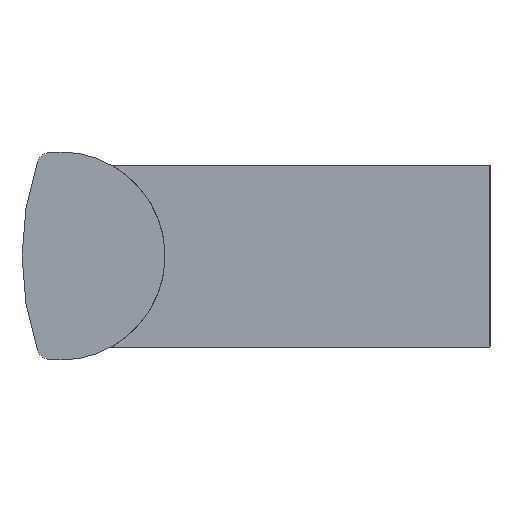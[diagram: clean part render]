
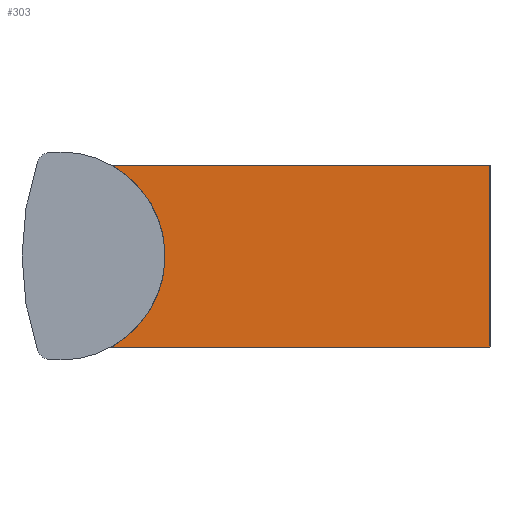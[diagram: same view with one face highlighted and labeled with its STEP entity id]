
A CAD part, left-side view. The second image highlights one B-rep face of the part: STEP entity #303.
In plain terms, the highlighted planar face has unit normal (-1, 0, 0).
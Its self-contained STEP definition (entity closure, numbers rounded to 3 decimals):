
#20 = EDGE_LOOP ( 'NONE', ( #235, #441, #306, #626 ) ) ;
#21 = EDGE_CURVE ( 'NONE', #84, #214, #853, .T. ) ;
#84 = VERTEX_POINT ( 'NONE', #445 ) ;
#101 = CARTESIAN_POINT ( 'NONE',  ( -134., 29.127, -7. ) ) ;
#102 = CARTESIAN_POINT ( 'NONE',  ( -134., 33., 0. ) ) ;
#111 = DIRECTION ( 'NONE',  ( 0., 0., -1. ) ) ;
#181 = CARTESIAN_POINT ( 'NONE',  ( -134., 36.002, -7. ) ) ;
#186 = DIRECTION ( 'NONE',  ( 1., 0., 0. ) ) ;
#194 = DIRECTION ( 'NONE',  ( 0., 0., 1. ) ) ;
#205 = CARTESIAN_POINT ( 'NONE',  ( -134., 0., -7. ) ) ;
#214 = VERTEX_POINT ( 'NONE', #448 ) ;
#219 = EDGE_CURVE ( 'NONE', #632, #84, #524, .T. ) ;
#235 = ORIENTED_EDGE ( 'NONE', *, *, #219, .F. ) ;
#303 = ADVANCED_FACE ( 'NONE', ( #320 ), #798, .F. ) ;
#306 = ORIENTED_EDGE ( 'NONE', *, *, #348, .T. ) ;
#320 = FACE_OUTER_BOUND ( 'NONE', #20, .T. ) ;
#348 = EDGE_CURVE ( 'NONE', #508, #214, #861, .T. ) ;
#360 = EDGE_CURVE ( 'NONE', #632, #508, #605, .T. ) ;
#385 = DIRECTION ( 'NONE',  ( 0., 0., -1. ) ) ;
#407 = DIRECTION ( 'NONE',  ( 0., -1., 0. ) ) ;
#441 = ORIENTED_EDGE ( 'NONE', *, *, #360, .T. ) ;
#445 = CARTESIAN_POINT ( 'NONE',  ( -134., 29.127, 7. ) ) ;
#448 = CARTESIAN_POINT ( 'NONE',  ( -134., 0., 7. ) ) ;
#454 = CARTESIAN_POINT ( 'NONE',  ( -134., 36.002, -7. ) ) ;
#461 = AXIS2_PLACEMENT_3D ( 'NONE', #181, #186, #385 ) ;
#508 = VERTEX_POINT ( 'NONE', #205 ) ;
#516 = CARTESIAN_POINT ( 'NONE',  ( -134., 0., -7. ) ) ;
#524 = CIRCLE ( 'NONE', #775, 8. ) ;
#605 = LINE ( 'NONE', #454, #694 ) ;
#626 = ORIENTED_EDGE ( 'NONE', *, *, #21, .F. ) ;
#632 = VERTEX_POINT ( 'NONE', #101 ) ;
#649 = DIRECTION ( 'NONE',  ( -1., 0., 0. ) ) ;
#694 = VECTOR ( 'NONE', #730, 1000. ) ;
#730 = DIRECTION ( 'NONE',  ( 0., -1., 0. ) ) ;
#775 = AXIS2_PLACEMENT_3D ( 'NONE', #102, #649, #111 ) ;
#798 = PLANE ( 'NONE',  #461 ) ;
#841 = CARTESIAN_POINT ( 'NONE',  ( -134., 36.002, 7. ) ) ;
#853 = LINE ( 'NONE', #841, #867 ) ;
#856 = VECTOR ( 'NONE', #194, 1000. ) ;
#861 = LINE ( 'NONE', #516, #856 ) ;
#867 = VECTOR ( 'NONE', #407, 1000. ) ;
